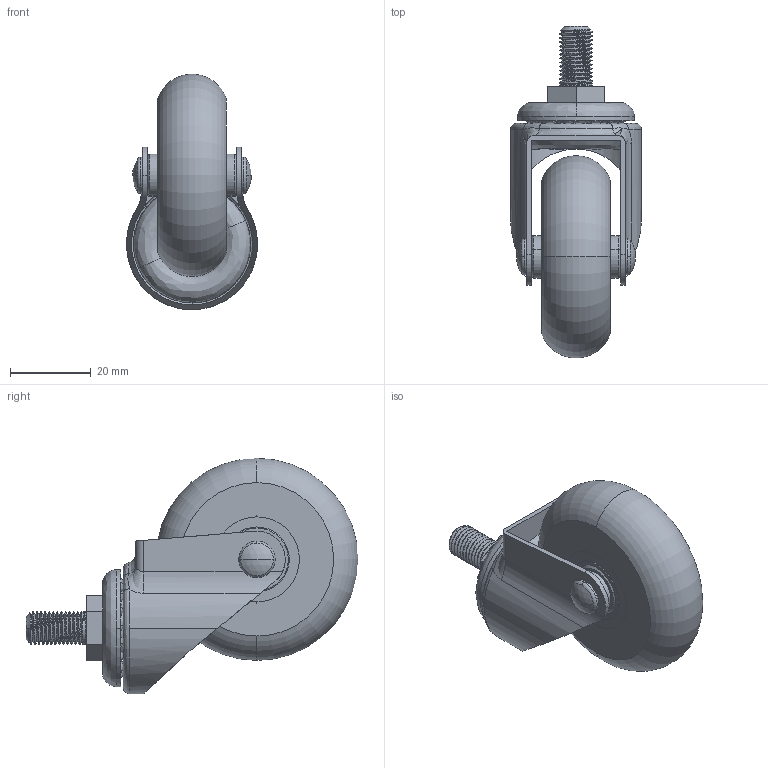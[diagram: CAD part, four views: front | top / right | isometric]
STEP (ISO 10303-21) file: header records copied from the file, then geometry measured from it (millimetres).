
FILE_DESCRIPTION (( 'STEP AP203' ), '1' );
FILE_NAME ('ACSU-50SS.STEP', '2015-09-25T03:01:32', ( 'WON SINCHUL' ), ( 'Hewlett-Packard Company' ), 'SwSTEP 2.0', 'SolidWorks 2015', '' );
FILE_SCHEMA (( 'CONFIG_CONTROL_DESIGN' ));
Length unit declared in the file: millimetre
Products named in the file (1): ACSU-50SS
Bounding box: 32.4 x 82.03 x 58.17 mm (x, y, z)
Volume: 38428 mm3; surface area: 26807 mm2
Topology: 48 solids, 48 shells, 485 faces, 1246 edges, 733 vertices
Faces by surface type: cylinder 183, bspline 111, plane 82, torus 70, cone 35, sphere 4
Entity records: 21150 total; most frequent: CARTESIAN_POINT 10931, ORIENTED_EDGE 2214, DIRECTION 1934, EDGE_CURVE 1107, AXIS2_PLACEMENT_3D 827, VERTEX_POINT 733, EDGE_LOOP 544, ADVANCED_FACE 485
